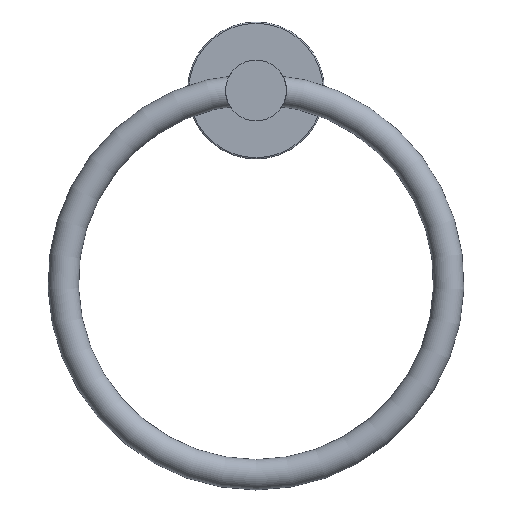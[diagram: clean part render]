
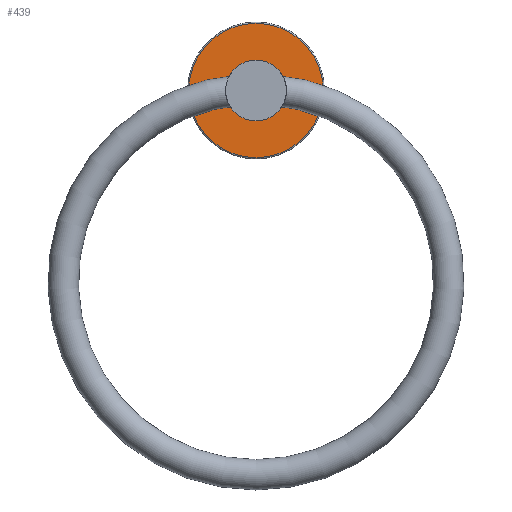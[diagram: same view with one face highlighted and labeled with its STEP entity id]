
A CAD part, front view. The second image highlights one B-rep face of the part: STEP entity #439.
In plain terms, the highlighted face is planar.
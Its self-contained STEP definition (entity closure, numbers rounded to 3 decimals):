
#82=PLANE('',#567);
#152=FACE_OUTER_BOUND('',#180,.T.);
#180=EDGE_LOOP('',(#335));
#214=CIRCLE('',#561,26.5);
#235=VERTEX_POINT('',#784);
#271=EDGE_CURVE('',#235,#235,#214,.T.);
#335=ORIENTED_EDGE('',*,*,#271,.T.);
#439=ADVANCED_FACE('',(#152),#82,.T.);
#561=AXIS2_PLACEMENT_3D('',#785,#631,#632);
#567=AXIS2_PLACEMENT_3D('',#795,#644,#645);
#631=DIRECTION('center_axis',(0.,0.,
1.));
#632=DIRECTION('ref_axis',(1.,0.,0.));
#644=DIRECTION('center_axis',(0.,0.,
1.));
#645=DIRECTION('ref_axis',(1.,0.,0.));
#784=CARTESIAN_POINT('',(-26.5,0.,10.));
#785=CARTESIAN_POINT('Origin',(0.,0.,10.));
#795=CARTESIAN_POINT('Origin',(0.,0.,10.));
